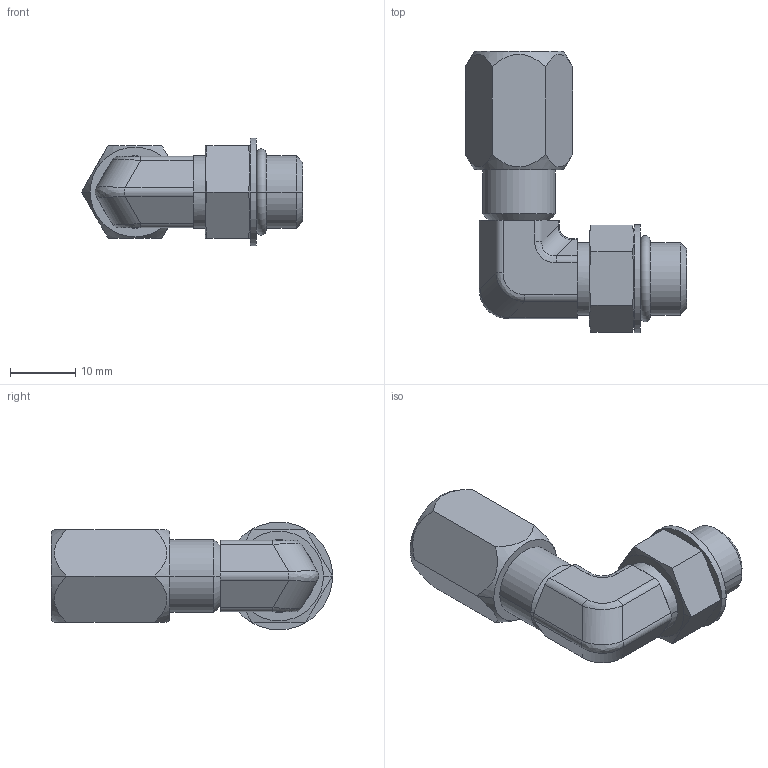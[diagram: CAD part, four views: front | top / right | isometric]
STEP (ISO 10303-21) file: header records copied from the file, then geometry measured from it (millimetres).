
FILE_DESCRIPTION((''),'2;1');
FILE_NAME('ILC30160144','2005-08-24T',('KR'),(''),'PRO/ENGINEER BY PARAMETRIC TECHNOLOGY CORPORATION, 2004290','PRO/ENGINEER BY PARAMETRIC TECHNOLOGY CORPORATION, 2004290','');
FILE_SCHEMA(('AUTOMOTIVE_DESIGN_CC2 { 1 2 10303 214 -1 1 5 2 }'));
Length unit declared in the file: inch
Products named in the file (1): ILC30160144
Bounding box: 33.91 x 43.1 x 16.51 mm (x, y, z)
Volume: 6376.7 mm3; surface area: 4224.6 mm2
Topology: 1 solids, 1 shells, 102 faces, 227 edges, 134 vertices
Faces by surface type: plane 44, cylinder 34, cone 16, bspline 6, torus 2
Entity records: 4253 total; most frequent: CARTESIAN_POINT 1151, DIRECTION 463, ORIENTED_EDGE 454, PRESENTATION_STYLE_ASSIGNMENT 234, STYLED_ITEM 228, CURVE_STYLE 227, EDGE_CURVE 227, AXIS2_PLACEMENT_3D 180
